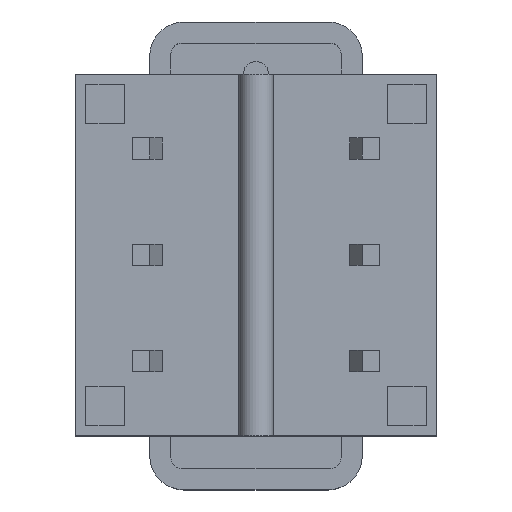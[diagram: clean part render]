
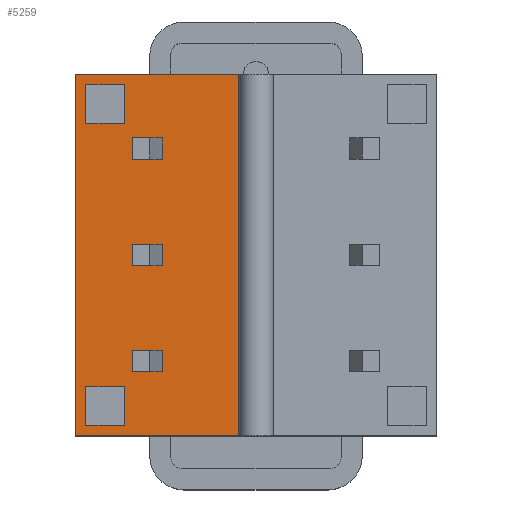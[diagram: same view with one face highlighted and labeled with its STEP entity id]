
A CAD part, top view. The second image highlights one B-rep face of the part: STEP entity #5259.
In plain terms, the highlighted planar face has unit normal (0, 0, 1).
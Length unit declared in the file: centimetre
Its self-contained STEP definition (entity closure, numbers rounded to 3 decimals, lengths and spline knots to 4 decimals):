
#103=FACE_BOUND('',#403,.T.);
#104=FACE_BOUND('',#404,.T.);
#105=FACE_BOUND('',#405,.T.);
#106=FACE_BOUND('',#406,.T.);
#107=FACE_BOUND('',#407,.T.);
#119=FACE_OUTER_BOUND('',#402,.T.);
#402=EDGE_LOOP('',(#3442,#3443,#3444,#3445));
#403=EDGE_LOOP('',(#3446,#3447,#3448,#3449));
#404=EDGE_LOOP('',(#3450,#3451,#3452,#3453));
#405=EDGE_LOOP('',(#3454,#3455,#3456,#3457));
#406=EDGE_LOOP('',(#3458,#3459,#3460,#3461));
#407=EDGE_LOOP('',(#3462,#3463,#3464,#3465));
#701=LINE('',#7296,#1428);
#702=LINE('',#7298,#1429);
#703=LINE('',#7300,#1430);
#704=LINE('',#7301,#1431);
#705=LINE('',#7304,#1432);
#706=LINE('',#7306,#1433);
#707=LINE('',#7308,#1434);
#708=LINE('',#7309,#1435);
#709=LINE('',#7312,#1436);
#710=LINE('',#7314,#1437);
#711=LINE('',#7316,#1438);
#712=LINE('',#7317,#1439);
#713=LINE('',#7320,#1440);
#714=LINE('',#7322,#1441);
#715=LINE('',#7324,#1442);
#716=LINE('',#7325,#1443);
#717=LINE('',#7328,#1444);
#718=LINE('',#7330,#1445);
#719=LINE('',#7332,#1446);
#720=LINE('',#7333,#1447);
#721=LINE('',#7336,#1448);
#722=LINE('',#7338,#1449);
#723=LINE('',#7340,#1450);
#724=LINE('',#7341,#1451);
#1428=VECTOR('',#5897,1.);
#1429=VECTOR('',#5898,1.);
#1430=VECTOR('',#5899,1.);
#1431=VECTOR('',#5900,1.);
#1432=VECTOR('',#5901,1.);
#1433=VECTOR('',#5902,1.);
#1434=VECTOR('',#5903,1.);
#1435=VECTOR('',#5904,1.);
#1436=VECTOR('',#5905,1.);
#1437=VECTOR('',#5906,1.);
#1438=VECTOR('',#5907,1.);
#1439=VECTOR('',#5908,1.);
#1440=VECTOR('',#5909,1.);
#1441=VECTOR('',#5910,1.);
#1442=VECTOR('',#5911,1.);
#1443=VECTOR('',#5912,1.);
#1444=VECTOR('',#5913,1.);
#1445=VECTOR('',#5914,1.);
#1446=VECTOR('',#5915,1.);
#1447=VECTOR('',#5916,1.);
#1448=VECTOR('',#5917,1.);
#1449=VECTOR('',#5918,1.);
#1450=VECTOR('',#5919,1.);
#1451=VECTOR('',#5920,1.);
#2155=VERTEX_POINT('',#7294);
#2156=VERTEX_POINT('',#7295);
#2157=VERTEX_POINT('',#7297);
#2158=VERTEX_POINT('',#7299);
#2159=VERTEX_POINT('',#7302);
#2160=VERTEX_POINT('',#7303);
#2161=VERTEX_POINT('',#7305);
#2162=VERTEX_POINT('',#7307);
#2163=VERTEX_POINT('',#7310);
#2164=VERTEX_POINT('',#7311);
#2165=VERTEX_POINT('',#7313);
#2166=VERTEX_POINT('',#7315);
#2167=VERTEX_POINT('',#7318);
#2168=VERTEX_POINT('',#7319);
#2169=VERTEX_POINT('',#7321);
#2170=VERTEX_POINT('',#7323);
#2171=VERTEX_POINT('',#7326);
#2172=VERTEX_POINT('',#7327);
#2173=VERTEX_POINT('',#7329);
#2174=VERTEX_POINT('',#7331);
#2175=VERTEX_POINT('',#7334);
#2176=VERTEX_POINT('',#7335);
#2177=VERTEX_POINT('',#7337);
#2178=VERTEX_POINT('',#7339);
#2659=EDGE_CURVE('',#2155,#2156,#701,.T.);
#2660=EDGE_CURVE('',#2157,#2156,#702,.T.);
#2661=EDGE_CURVE('',#2158,#2157,#703,.T.);
#2662=EDGE_CURVE('',#2155,#2158,#704,.T.);
#2663=EDGE_CURVE('',#2159,#2160,#705,.T.);
#2664=EDGE_CURVE('',#2160,#2161,#706,.T.);
#2665=EDGE_CURVE('',#2161,#2162,#707,.T.);
#2666=EDGE_CURVE('',#2162,#2159,#708,.T.);
#2667=EDGE_CURVE('',#2163,#2164,#709,.T.);
#2668=EDGE_CURVE('',#2164,#2165,#710,.T.);
#2669=EDGE_CURVE('',#2165,#2166,#711,.T.);
#2670=EDGE_CURVE('',#2166,#2163,#712,.T.);
#2671=EDGE_CURVE('',#2167,#2168,#713,.T.);
#2672=EDGE_CURVE('',#2168,#2169,#714,.T.);
#2673=EDGE_CURVE('',#2169,#2170,#715,.T.);
#2674=EDGE_CURVE('',#2170,#2167,#716,.T.);
#2675=EDGE_CURVE('',#2171,#2172,#717,.T.);
#2676=EDGE_CURVE('',#2172,#2173,#718,.T.);
#2677=EDGE_CURVE('',#2173,#2174,#719,.T.);
#2678=EDGE_CURVE('',#2174,#2171,#720,.T.);
#2679=EDGE_CURVE('',#2175,#2176,#721,.T.);
#2680=EDGE_CURVE('',#2176,#2177,#722,.T.);
#2681=EDGE_CURVE('',#2177,#2178,#723,.T.);
#2682=EDGE_CURVE('',#2178,#2175,#724,.T.);
#3442=ORIENTED_EDGE('',*,*,#2659,.T.);
#3443=ORIENTED_EDGE('',*,*,#2660,.F.);
#3444=ORIENTED_EDGE('',*,*,#2661,.F.);
#3445=ORIENTED_EDGE('',*,*,#2662,.F.);
#3446=ORIENTED_EDGE('',*,*,#2663,.T.);
#3447=ORIENTED_EDGE('',*,*,#2664,.T.);
#3448=ORIENTED_EDGE('',*,*,#2665,.T.);
#3449=ORIENTED_EDGE('',*,*,#2666,.T.);
#3450=ORIENTED_EDGE('',*,*,#2667,.T.);
#3451=ORIENTED_EDGE('',*,*,#2668,.T.);
#3452=ORIENTED_EDGE('',*,*,#2669,.T.);
#3453=ORIENTED_EDGE('',*,*,#2670,.T.);
#3454=ORIENTED_EDGE('',*,*,#2671,.T.);
#3455=ORIENTED_EDGE('',*,*,#2672,.T.);
#3456=ORIENTED_EDGE('',*,*,#2673,.T.);
#3457=ORIENTED_EDGE('',*,*,#2674,.T.);
#3458=ORIENTED_EDGE('',*,*,#2675,.T.);
#3459=ORIENTED_EDGE('',*,*,#2676,.T.);
#3460=ORIENTED_EDGE('',*,*,#2677,.T.);
#3461=ORIENTED_EDGE('',*,*,#2678,.T.);
#3462=ORIENTED_EDGE('',*,*,#2679,.T.);
#3463=ORIENTED_EDGE('',*,*,#2680,.T.);
#3464=ORIENTED_EDGE('',*,*,#2681,.T.);
#3465=ORIENTED_EDGE('',*,*,#2682,.T.);
#5008=PLANE('',#5558);
#5259=ADVANCED_FACE('',(#119,#103,#104,#105,#106,#107),#5008,.T.);
#5558=AXIS2_PLACEMENT_3D('',#7293,#5895,#5896);
#5895=DIRECTION('center_axis',(0.,0.,1.));
#5896=DIRECTION('ref_axis',(1.,0.,0.));
#5897=DIRECTION('',(0.,1.,0.));
#5898=DIRECTION('',(1.,0.,0.));
#5899=DIRECTION('',(0.,1.,0.));
#5900=DIRECTION('',(-1.,0.,0.));
#5901=DIRECTION('',(-1.,0.,0.));
#5902=DIRECTION('',(0.,1.,0.));
#5903=DIRECTION('',(1.,0.,0.));
#5904=DIRECTION('',(0.,-1.,0.));
#5905=DIRECTION('',(-1.,0.,0.));
#5906=DIRECTION('',(0.,1.,0.));
#5907=DIRECTION('',(1.,0.,0.));
#5908=DIRECTION('',(0.,-1.,0.));
#5909=DIRECTION('',(-1.,0.,0.));
#5910=DIRECTION('',(0.,1.,0.));
#5911=DIRECTION('',(1.,0.,0.));
#5912=DIRECTION('',(0.,-1.,0.));
#5913=DIRECTION('',(0.,-1.,0.));
#5914=DIRECTION('',(-1.,0.,0.));
#5915=DIRECTION('',(0.,1.,0.));
#5916=DIRECTION('',(1.,0.,0.));
#5917=DIRECTION('',(0.,-1.,0.));
#5918=DIRECTION('',(-1.,0.,0.));
#5919=DIRECTION('',(0.,1.,0.));
#5920=DIRECTION('',(1.,0.,0.));
#7293=CARTESIAN_POINT('Origin',(0.,0.,
0.05));
#7294=CARTESIAN_POINT('',(-0.04,-0.425,0.05));
#7295=CARTESIAN_POINT('',(-0.04,0.425,0.05));
#7296=CARTESIAN_POINT('',(-0.04,0.425,0.05));
#7297=CARTESIAN_POINT('',(-0.425,0.425,0.05));
#7298=CARTESIAN_POINT('',(0.425,0.425,0.05));
#7299=CARTESIAN_POINT('',(-0.425,-0.425,0.05));
#7300=CARTESIAN_POINT('',(-0.425,0.425,0.05));
#7301=CARTESIAN_POINT('',(-0.425,-0.425,0.05));
#7302=CARTESIAN_POINT('',(-0.25,0.225,0.05));
#7303=CARTESIAN_POINT('',(-0.29,0.225,0.05));
#7304=CARTESIAN_POINT('',(-0.1308,0.225,0.05));
#7305=CARTESIAN_POINT('',(-0.29,0.275,0.05));
#7306=CARTESIAN_POINT('',(-0.29,0.125,0.05));
#7307=CARTESIAN_POINT('',(-0.25,0.275,0.05));
#7308=CARTESIAN_POINT('',(-0.1308,0.275,0.05));
#7309=CARTESIAN_POINT('',(-0.25,0.125,0.05));
#7310=CARTESIAN_POINT('',(-0.25,-0.275,0.05));
#7311=CARTESIAN_POINT('',(-0.29,-0.275,0.05));
#7312=CARTESIAN_POINT('',(-0.1308,-0.275,0.05));
#7313=CARTESIAN_POINT('',(-0.29,-0.225,0.05));
#7314=CARTESIAN_POINT('',(-0.29,-0.125,0.05));
#7315=CARTESIAN_POINT('',(-0.25,-0.225,0.05));
#7316=CARTESIAN_POINT('',(-0.1308,-0.225,0.05));
#7317=CARTESIAN_POINT('',(-0.25,-0.125,0.05));
#7318=CARTESIAN_POINT('',(-0.25,-0.025,0.05));
#7319=CARTESIAN_POINT('',(-0.29,-0.025,0.05));
#7320=CARTESIAN_POINT('',(-0.1308,-0.025,0.05));
#7321=CARTESIAN_POINT('',(-0.29,0.025,0.05));
#7322=CARTESIAN_POINT('',(-0.29,0.,0.05));
#7323=CARTESIAN_POINT('',(-0.25,0.025,0.05));
#7324=CARTESIAN_POINT('',(-0.1308,0.025,0.05));
#7325=CARTESIAN_POINT('',(-0.25,0.,0.05));
#7326=CARTESIAN_POINT('',(-0.31,0.4,0.05));
#7327=CARTESIAN_POINT('',(-0.31,0.31,0.05));
#7328=CARTESIAN_POINT('',(-0.31,0.2,0.05));
#7329=CARTESIAN_POINT('',(-0.4,0.31,0.05));
#7330=CARTESIAN_POINT('',(-0.155,0.31,0.05));
#7331=CARTESIAN_POINT('',(-0.4,0.4,0.05));
#7332=CARTESIAN_POINT('',(-0.4,0.155,0.05));
#7333=CARTESIAN_POINT('',(-0.2,0.4,0.05));
#7334=CARTESIAN_POINT('',(-0.31,-0.31,0.05));
#7335=CARTESIAN_POINT('',(-0.31,-0.4,0.05));
#7336=CARTESIAN_POINT('',(-0.31,-0.155,0.05));
#7337=CARTESIAN_POINT('',(-0.4,-0.4,0.05));
#7338=CARTESIAN_POINT('',(-0.155,-0.4,0.05));
#7339=CARTESIAN_POINT('',(-0.4,-0.31,0.05));
#7340=CARTESIAN_POINT('',(-0.4,-0.2,0.05));
#7341=CARTESIAN_POINT('',(-0.2,-0.31,0.05));
